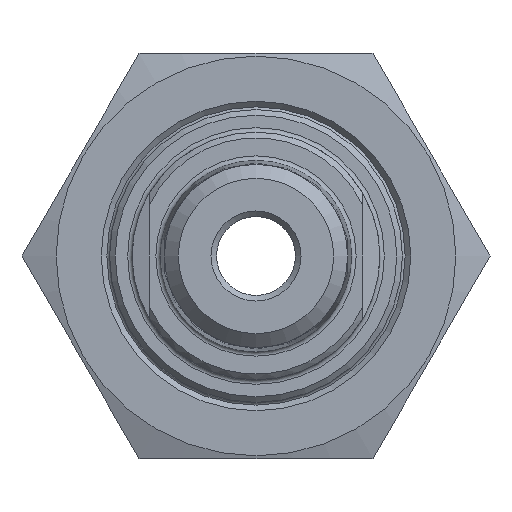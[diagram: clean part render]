
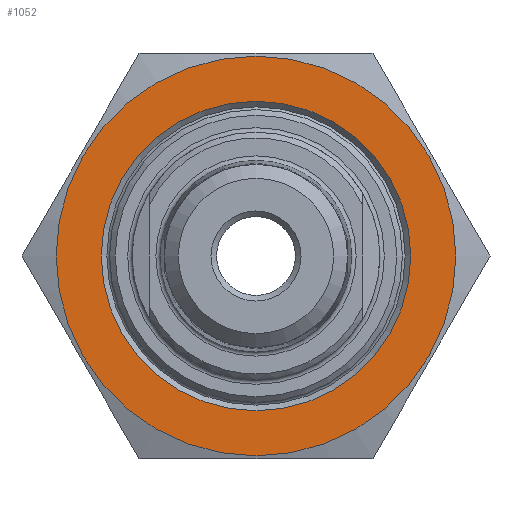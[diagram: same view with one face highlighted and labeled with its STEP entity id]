
A CAD part, left-side view. The second image highlights one B-rep face of the part: STEP entity #1052.
In plain terms, the highlighted planar face has unit normal (-1, 0, 0).
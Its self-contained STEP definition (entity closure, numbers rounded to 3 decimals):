
#49=FACE_BOUND('',#180,.T.);
#76=PLANE('',#1202);
#110=FACE_OUTER_BOUND('',#179,.T.);
#179=EDGE_LOOP('',(#760));
#180=EDGE_LOOP('',(#761));
#369=CIRCLE('',#1185,17.75);
#374=CIRCLE('',#1197,13.75);
#463=VERTEX_POINT('',#1763);
#469=VERTEX_POINT('',#1794);
#566=EDGE_CURVE('',#463,#463,#369,.T.);
#579=EDGE_CURVE('',#469,#469,#374,.T.);
#760=ORIENTED_EDGE('',*,*,#566,.T.);
#761=ORIENTED_EDGE('',*,*,#579,.F.);
#1052=ADVANCED_FACE('',(#110,#49),#76,.F.);
#1185=AXIS2_PLACEMENT_3D('',#1765,#1354,#1355);
#1197=AXIS2_PLACEMENT_3D('',#1795,#1384,#1385);
#1202=AXIS2_PLACEMENT_3D('',#1805,#1396,#1397);
#1354=DIRECTION('center_axis',(-1.,0.,0.));
#1355=DIRECTION('ref_axis',(0.,1.,0.));
#1384=DIRECTION('center_axis',(-1.,0.,0.));
#1385=DIRECTION('ref_axis',(0.,-1.,0.));
#1396=DIRECTION('center_axis',(1.,0.,0.));
#1397=DIRECTION('ref_axis',(0.,0.,-1.));
#1763=CARTESIAN_POINT('',(-7.75,-17.75,0.));
#1765=CARTESIAN_POINT('Origin',(-7.75,0.,0.));
#1794=CARTESIAN_POINT('',(-7.75,13.75,0.));
#1795=CARTESIAN_POINT('Origin',(-7.75,0.,0.));
#1805=CARTESIAN_POINT('Origin',(-7.75,0.,0.));
